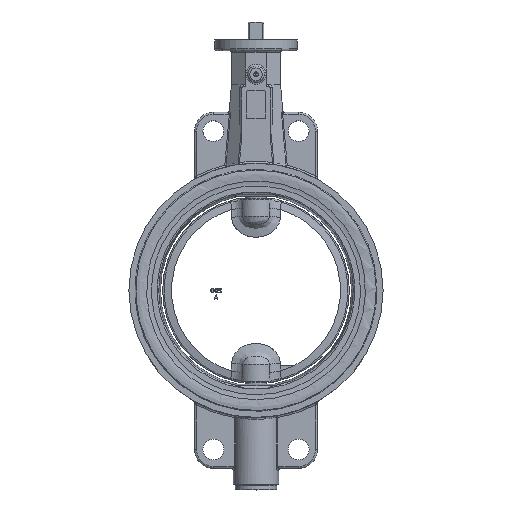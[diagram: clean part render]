
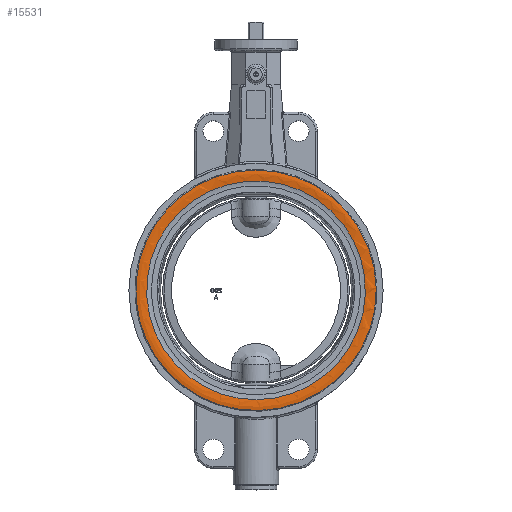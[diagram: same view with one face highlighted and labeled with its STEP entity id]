
A CAD part, top view. The second image highlights one B-rep face of the part: STEP entity #15531.
In plain terms, the highlighted toroidal (fillet/blend) face has major radius 122.55 mm and minor radius 25 mm.
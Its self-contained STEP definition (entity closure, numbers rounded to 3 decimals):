
#15358=CARTESIAN_POINT('',(-127.706,-34.962,0.0));
#15359=VERTEX_POINT('',#15358);
#15360=CARTESIAN_POINT('',(0.0,-34.962,0.0));
#15361=DIRECTION('',(0.0,-1.0,0.0));
#15362=DIRECTION('',(1.0,0.0,0.0));
#15363=AXIS2_PLACEMENT_3D('',#15360,#15361,#15362);
#15364=CIRCLE('',#15363,127.706);
#15365=EDGE_CURVE('',#15359,#15359,#15364,.T.);
#15512=CARTESIAN_POINT('',(0.0,-10.5,0.0));
#15513=DIRECTION('',(0.0,1.0,0.0));
#15514=DIRECTION('',(0.0,0.0,-1.0));
#15515=AXIS2_PLACEMENT_3D('',#15512,#15513,#15514);
#15516=TOROIDAL_SURFACE('',#15515,122.55,25.0);
#15517=CARTESIAN_POINT('',(116.149,-34.667,0.0));
#15518=VERTEX_POINT('',#15517);
#15519=CARTESIAN_POINT('',(0.0,-34.667,0.0));
#15520=DIRECTION('',(0.0,-1.0,0.0));
#15521=DIRECTION('',(1.0,0.0,0.0));
#15522=AXIS2_PLACEMENT_3D('',#15519,#15520,#15521);
#15523=CIRCLE('',#15522,116.149);
#15524=EDGE_CURVE('',#15518,#15518,#15523,.T.);
#15525=ORIENTED_EDGE('',*,*,#15524,.F.);
#15526=EDGE_LOOP('',(#15525));
#15527=FACE_OUTER_BOUND('',#15526,.T.);
#15528=ORIENTED_EDGE('',*,*,#15365,.T.);
#15529=EDGE_LOOP('',(#15528));
#15530=FACE_BOUND('',#15529,.T.);
#15531=ADVANCED_FACE('',(#15527,#15530),#15516,.T.);
